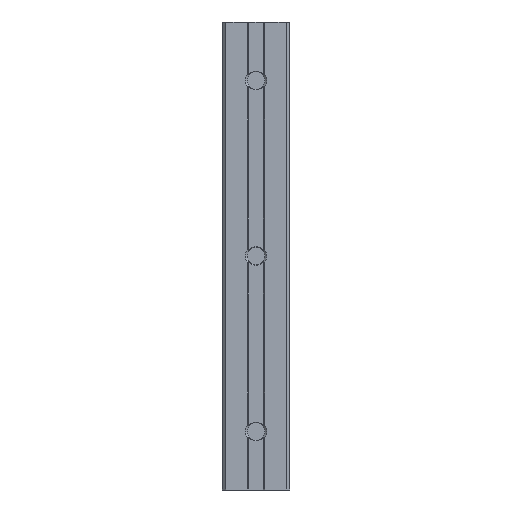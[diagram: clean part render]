
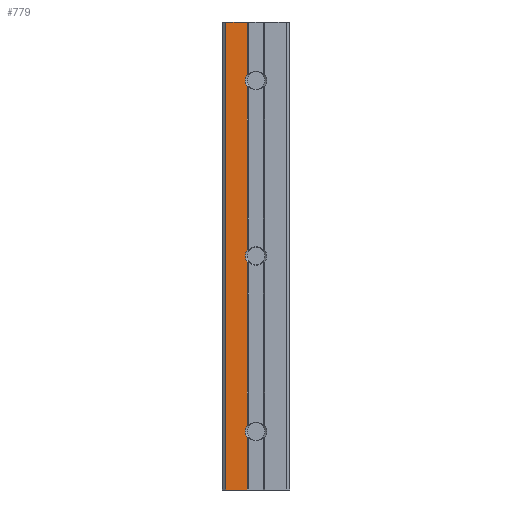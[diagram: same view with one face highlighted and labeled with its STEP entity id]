
A CAD part, front view. The second image highlights one B-rep face of the part: STEP entity #779.
In plain terms, the highlighted planar face has unit normal (0, -1, 0).
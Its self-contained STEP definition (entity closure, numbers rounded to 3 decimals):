
#180 = DIRECTION ( 'NONE',  ( 0., 0., 1. ) ) ;
#181 = VECTOR ( 'NONE', #180, 1000. ) ;
#182 = CARTESIAN_POINT ( 'NONE',  ( -3., -18., -100. ) ) ;
#183 = LINE ( 'NONE', #182, #181 ) ;
#188 = CARTESIAN_POINT ( 'NONE',  ( -3., -18., -130. ) ) ;
#212 = DIRECTION ( 'NONE',  ( 0., 0., 1. ) ) ;
#213 = VECTOR ( 'NONE', #212, 1000. ) ;
#214 = CARTESIAN_POINT ( 'NONE',  ( -3., -18., -100. ) ) ;
#215 = LINE ( 'NONE', #214, #213 ) ;
#261 = DIRECTION ( 'NONE',  ( 0., 0., 1. ) ) ;
#266 = LINE ( 'NONE', #268, #318 ) ;
#267 = CARTESIAN_POINT ( 'NONE',  ( -3., -18., 30. ) ) ;
#268 = CARTESIAN_POINT ( 'NONE',  ( -3., -18., -100. ) ) ;
#294 = VECTOR ( 'NONE', #261, 1000. ) ;
#295 = CARTESIAN_POINT ( 'NONE',  ( -3., -18., -100. ) ) ;
#296 = LINE ( 'NONE', #295, #294 ) ;
#317 = DIRECTION ( 'NONE',  ( 0., 0., 1. ) ) ;
#318 = VECTOR ( 'NONE', #317, 1000. ) ;
#320 = CARTESIAN_POINT ( 'NONE',  ( -10.3, -18., -100. ) ) ;
#321 = LINE ( 'NONE', #320, #355 ) ;
#339 = CARTESIAN_POINT ( 'NONE',  ( -10.3, -18., -130. ) ) ;
#353 = CARTESIAN_POINT ( 'NONE',  ( -10.3, -18., 30. ) ) ;
#354 = DIRECTION ( 'NONE',  ( 0., 0., -1. ) ) ;
#355 = VECTOR ( 'NONE', #354, 1000. ) ;
#511 = VERTEX_POINT ( 'NONE', #962 ) ;
#528 = EDGE_CURVE ( 'NONE', #529, #511, #1102, .T. ) ;
#529 = VERTEX_POINT ( 'NONE', #1093 ) ;
#542 = EDGE_CURVE ( 'NONE', #543, #569, #1244, .T. ) ;
#543 = VERTEX_POINT ( 'NONE', #1239 ) ;
#569 = VERTEX_POINT ( 'NONE', #1418 ) ;
#593 = VERTEX_POINT ( 'NONE', #1465 ) ;
#595 = EDGE_CURVE ( 'NONE', #596, #593, #1460, .T. ) ;
#596 = VERTEX_POINT ( 'NONE', #1456 ) ;
#736 = ORIENTED_EDGE ( 'NONE', *, *, #542, .T. ) ;
#737 = ORIENTED_EDGE ( 'NONE', *, *, #1174, .T. ) ;
#738 = ORIENTED_EDGE ( 'NONE', *, *, #739, .F. ) ;
#739 = EDGE_CURVE ( 'NONE', #1192, #1172, #1500, .T. ) ;
#740 = ORIENTED_EDGE ( 'NONE', *, *, #1191, .T. ) ;
#747 = ORIENTED_EDGE ( 'NONE', *, *, #528, .T. ) ;
#748 = ORIENTED_EDGE ( 'NONE', *, *, #1028, .T. ) ;
#749 = ORIENTED_EDGE ( 'NONE', *, *, #595, .T. ) ;
#750 = ORIENTED_EDGE ( 'NONE', *, *, #1035, .T. ) ;
#779 = ADVANCED_FACE ( 'NONE', ( #1633 ), #1632, .T. ) ;
#780 = EDGE_LOOP ( 'NONE', ( #781, #783, #747, #748, #749, #750, #736, #737, #738, #740 ) ) ;
#781 = ORIENTED_EDGE ( 'NONE', *, *, #782, .T. ) ;
#782 = EDGE_CURVE ( 'NONE', #1189, #1019, #1627, .T. ) ;
#783 = ORIENTED_EDGE ( 'NONE', *, *, #1158, .T. ) ;
#962 = CARTESIAN_POINT ( 'NONE',  ( -3., -18., -107.834 ) ) ;
#1019 = VERTEX_POINT ( 'NONE', #188 ) ;
#1028 = EDGE_CURVE ( 'NONE', #511, #596, #215, .T. ) ;
#1035 = EDGE_CURVE ( 'NONE', #593, #543, #183, .T. ) ;
#1093 = CARTESIAN_POINT ( 'NONE',  ( -3., -18., -112.166 ) ) ;
#1094 = DIRECTION ( 'NONE',  ( 0., 0., -1. ) ) ;
#1095 = DIRECTION ( 'NONE',  ( 0., 1., 0. ) ) ;
#1096 = CARTESIAN_POINT ( 'NONE',  ( 0., -18., -110. ) ) ;
#1097 = AXIS2_PLACEMENT_3D ( 'NONE', #1096, #1095, #1094 ) ;
#1102 = CIRCLE ( 'NONE', #1097, 3.7 ) ;
#1158 = EDGE_CURVE ( 'NONE', #1019, #529, #296, .T. ) ;
#1172 = VERTEX_POINT ( 'NONE', #267 ) ;
#1174 = EDGE_CURVE ( 'NONE', #569, #1172, #266, .T. ) ;
#1189 = VERTEX_POINT ( 'NONE', #339 ) ;
#1191 = EDGE_CURVE ( 'NONE', #1192, #1189, #321, .T. ) ;
#1192 = VERTEX_POINT ( 'NONE', #353 ) ;
#1239 = CARTESIAN_POINT ( 'NONE',  ( -3., -18., 7.834 ) ) ;
#1240 = DIRECTION ( 'NONE',  ( 0., 0., -1. ) ) ;
#1241 = DIRECTION ( 'NONE',  ( 0., 1., 0. ) ) ;
#1242 = CARTESIAN_POINT ( 'NONE',  ( 0., -18., 10. ) ) ;
#1243 = AXIS2_PLACEMENT_3D ( 'NONE', #1242, #1241, #1240 ) ;
#1244 = CIRCLE ( 'NONE', #1243, 3.7 ) ;
#1418 = CARTESIAN_POINT ( 'NONE',  ( -3., -18., 12.166 ) ) ;
#1456 = CARTESIAN_POINT ( 'NONE',  ( -3., -18., -52.166 ) ) ;
#1457 = DIRECTION ( 'NONE',  ( 0., 0., -1. ) ) ;
#1458 = DIRECTION ( 'NONE',  ( 0., 1., 0. ) ) ;
#1459 = AXIS2_PLACEMENT_3D ( 'NONE', #1467, #1458, #1457 ) ;
#1460 = CIRCLE ( 'NONE', #1459, 3.7 ) ;
#1465 = CARTESIAN_POINT ( 'NONE',  ( -3., -18., -47.834 ) ) ;
#1467 = CARTESIAN_POINT ( 'NONE',  ( 0., -18., -50. ) ) ;
#1497 = DIRECTION ( 'NONE',  ( 1., 0., 0. ) ) ;
#1498 = VECTOR ( 'NONE', #1497, 1000. ) ;
#1499 = CARTESIAN_POINT ( 'NONE',  ( -36.5, -18., 30. ) ) ;
#1500 = LINE ( 'NONE', #1499, #1498 ) ;
#1624 = DIRECTION ( 'NONE',  ( 1., 0., 0. ) ) ;
#1625 = VECTOR ( 'NONE', #1624, 1000. ) ;
#1626 = CARTESIAN_POINT ( 'NONE',  ( -36.5, -18., -130. ) ) ;
#1627 = LINE ( 'NONE', #1626, #1625 ) ;
#1628 = DIRECTION ( 'NONE',  ( 0., 0., -1. ) ) ;
#1629 = DIRECTION ( 'NONE',  ( 0., -1., 0. ) ) ;
#1630 = CARTESIAN_POINT ( 'NONE',  ( 3., -18., -100. ) ) ;
#1631 = AXIS2_PLACEMENT_3D ( 'NONE', #1630, #1629, #1628 ) ;
#1632 = PLANE ( 'NONE',  #1631 ) ;
#1633 = FACE_OUTER_BOUND ( 'NONE', #780, .T. ) ;
